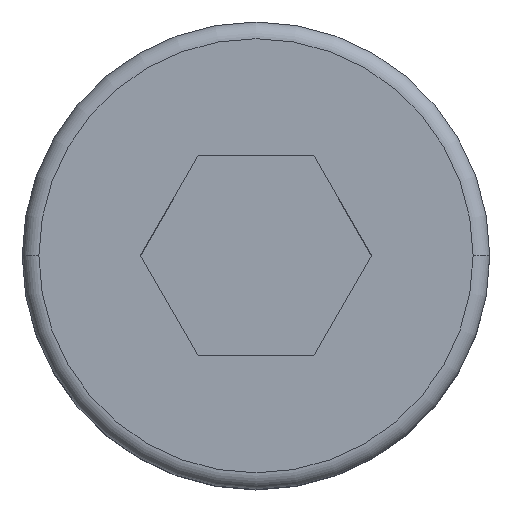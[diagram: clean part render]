
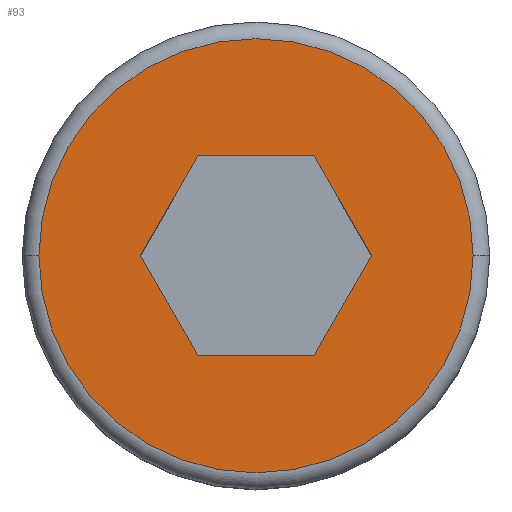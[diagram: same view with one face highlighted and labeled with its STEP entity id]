
A CAD part, top view. The second image highlights one B-rep face of the part: STEP entity #93.
In plain terms, the highlighted planar face has unit normal (0, 0, 1).
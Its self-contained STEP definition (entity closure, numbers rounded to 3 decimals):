
#20 = CARTESIAN_POINT ( 'NONE',  ( 1.732, 0., 4. ) ) ;
#23 = EDGE_CURVE ( 'NONE', #499, #25, #501, .T. ) ;
#25 = VERTEX_POINT ( 'NONE', #444 ) ;
#35 = LINE ( 'NONE', #269, #606 ) ;
#38 = DIRECTION ( 'NONE',  ( 0.5, 0.866, 0. ) ) ;
#40 = EDGE_CURVE ( 'NONE', #206, #164, #588, .T. ) ;
#41 = CARTESIAN_POINT ( 'NONE',  ( 0.866, -1.5, 4. ) ) ;
#49 = ORIENTED_EDGE ( 'NONE', *, *, #302, .F. ) ;
#55 = AXIS2_PLACEMENT_3D ( 'NONE', #234, #561, #423 ) ;
#60 = ORIENTED_EDGE ( 'NONE', *, *, #23, .F. ) ;
#61 = VERTEX_POINT ( 'NONE', #20 ) ;
#74 = ORIENTED_EDGE ( 'NONE', *, *, #421, .T. ) ;
#91 = CARTESIAN_POINT ( 'NONE',  ( -3.25, 0., 4. ) ) ;
#93 = ADVANCED_FACE ( 'NONE', ( #298, #593 ), #174, .T. ) ;
#94 = VECTOR ( 'NONE', #492, 1000. ) ;
#107 = DIRECTION ( 'NONE',  ( 1., 0., 0. ) ) ;
#122 = CARTESIAN_POINT ( 'NONE',  ( -0.866, -1.5, 4. ) ) ;
#128 = CARTESIAN_POINT ( 'NONE',  ( -1.732, 0., 4. ) ) ;
#130 = CARTESIAN_POINT ( 'NONE',  ( -0.866, 1.5, 4. ) ) ;
#158 = CARTESIAN_POINT ( 'NONE',  ( -0.866, 1.5, 4. ) ) ;
#160 = VECTOR ( 'NONE', #412, 1000. ) ;
#161 = VECTOR ( 'NONE', #282, 1000. ) ;
#164 = VERTEX_POINT ( 'NONE', #224 ) ;
#167 = EDGE_CURVE ( 'NONE', #61, #388, #35, .T. ) ;
#171 = EDGE_LOOP ( 'NONE', ( #74, #280 ) ) ;
#174 = PLANE ( 'NONE',  #226 ) ;
#203 = ORIENTED_EDGE ( 'NONE', *, *, #40, .F. ) ;
#206 = VERTEX_POINT ( 'NONE', #130 ) ;
#224 = CARTESIAN_POINT ( 'NONE',  ( -1.732, 0., 4. ) ) ;
#226 = AXIS2_PLACEMENT_3D ( 'NONE', #351, #359, #107 ) ;
#234 = CARTESIAN_POINT ( 'NONE',  ( 0., 0., 4. ) ) ;
#245 = CARTESIAN_POINT ( 'NONE',  ( 0., 0., 4. ) ) ;
#269 = CARTESIAN_POINT ( 'NONE',  ( 1.732, 0., 4. ) ) ;
#280 = ORIENTED_EDGE ( 'NONE', *, *, #321, .T. ) ;
#282 = DIRECTION ( 'NONE',  ( -1., 0., 0. ) ) ;
#295 = LINE ( 'NONE', #387, #161 ) ;
#298 = FACE_BOUND ( 'NONE', #532, .T. ) ;
#302 = EDGE_CURVE ( 'NONE', #164, #499, #603, .T. ) ;
#318 = LINE ( 'NONE', #41, #595 ) ;
#321 = EDGE_CURVE ( 'NONE', #349, #529, #485, .T. ) ;
#322 = VECTOR ( 'NONE', #583, 1000. ) ;
#323 = CIRCLE ( 'NONE', #55, 3.25 ) ;
#349 = VERTEX_POINT ( 'NONE', #91 ) ;
#351 = CARTESIAN_POINT ( 'NONE',  ( 0., 0., 4. ) ) ;
#359 = DIRECTION ( 'NONE',  ( 0., 0., 1. ) ) ;
#360 = ORIENTED_EDGE ( 'NONE', *, *, #509, .F. ) ;
#368 = DIRECTION ( 'NONE',  ( 0., 0., 1. ) ) ;
#380 = CARTESIAN_POINT ( 'NONE',  ( 0.866, 1.5, 4. ) ) ;
#387 = CARTESIAN_POINT ( 'NONE',  ( 0.866, 1.5, 4. ) ) ;
#388 = VERTEX_POINT ( 'NONE', #380 ) ;
#412 = DIRECTION ( 'NONE',  ( 0.5, -0.866, 0. ) ) ;
#414 = EDGE_CURVE ( 'NONE', #25, #61, #318, .T. ) ;
#418 = AXIS2_PLACEMENT_3D ( 'NONE', #245, #368, #437 ) ;
#421 = EDGE_CURVE ( 'NONE', #529, #349, #323, .T. ) ;
#423 = DIRECTION ( 'NONE',  ( 1., 0., 0. ) ) ;
#437 = DIRECTION ( 'NONE',  ( 1., 0., 0. ) ) ;
#444 = CARTESIAN_POINT ( 'NONE',  ( 0.866, -1.5, 4. ) ) ;
#485 = CIRCLE ( 'NONE', #418, 3.25 ) ;
#492 = DIRECTION ( 'NONE',  ( -0.5, -0.866, 0. ) ) ;
#499 = VERTEX_POINT ( 'NONE', #533 ) ;
#501 = LINE ( 'NONE', #122, #322 ) ;
#509 = EDGE_CURVE ( 'NONE', #388, #206, #295, .T. ) ;
#525 = ORIENTED_EDGE ( 'NONE', *, *, #414, .F. ) ;
#529 = VERTEX_POINT ( 'NONE', #580 ) ;
#532 = EDGE_LOOP ( 'NONE', ( #596, #525, #60, #49, #203, #360 ) ) ;
#533 = CARTESIAN_POINT ( 'NONE',  ( -0.866, -1.5, 4. ) ) ;
#561 = DIRECTION ( 'NONE',  ( 0., 0., 1. ) ) ;
#580 = CARTESIAN_POINT ( 'NONE',  ( 3.25, 0., 4. ) ) ;
#583 = DIRECTION ( 'NONE',  ( 1., 0., 0. ) ) ;
#588 = LINE ( 'NONE', #158, #94 ) ;
#593 = FACE_OUTER_BOUND ( 'NONE', #171, .T. ) ;
#595 = VECTOR ( 'NONE', #38, 1000. ) ;
#596 = ORIENTED_EDGE ( 'NONE', *, *, #167, .F. ) ;
#603 = LINE ( 'NONE', #128, #160 ) ;
#605 = DIRECTION ( 'NONE',  ( -0.5, 0.866, 0. ) ) ;
#606 = VECTOR ( 'NONE', #605, 1000. ) ;
